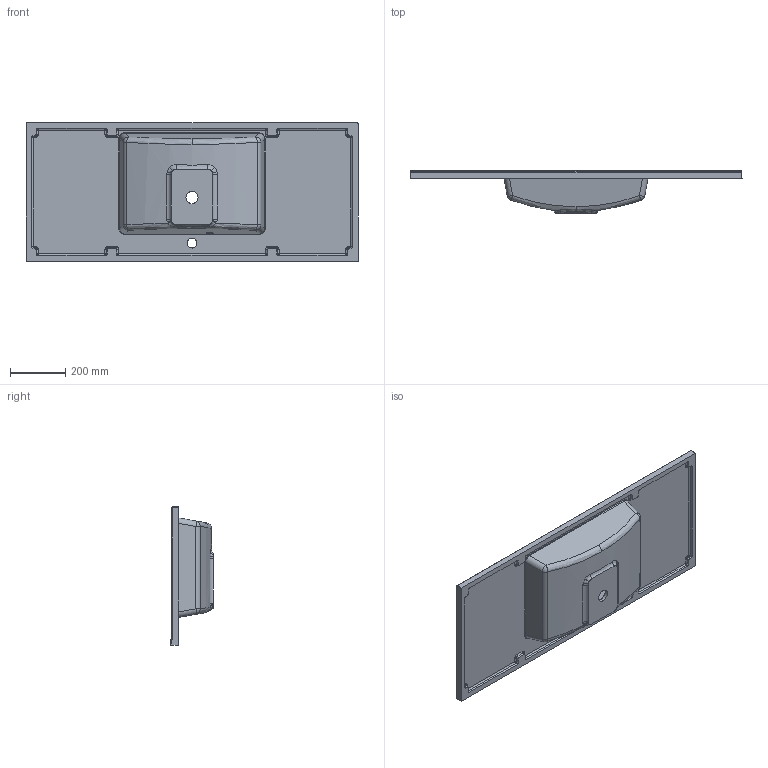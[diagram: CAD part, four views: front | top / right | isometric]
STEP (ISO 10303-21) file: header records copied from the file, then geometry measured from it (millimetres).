
FILE_DESCRIPTION (( 'STEP AP203' ), '1' );
FILE_NAME ('6229191211.step', '2020-12-18T12:33:28', ( 'admin' ), ( '' ), 'SwSTEP 2.0', 'SolidWorks 2019', '' );
FILE_SCHEMA (( 'CONFIG_CONTROL_DESIGN' ));
Length unit declared in the file: millimetre
Products named in the file (1): 6229191211
Bounding box: 1199.13 x 153 x 499.56 mm (x, y, z)
Volume: 11587839.9 mm3; surface area: 1584794.6 mm2
Topology: 1 solids, 1 shells, 261 faces, 643 edges, 366 vertices
Faces by surface type: cylinder 100, bspline 89, plane 46, sphere 26
Entity records: 11574 total; most frequent: CARTESIAN_POINT 6308, ORIENTED_EDGE 1246, DIRECTION 910, EDGE_CURVE 623, VERTEX_POINT 366, AXIS2_PLACEMENT_3D 346, EDGE_LOOP 269, FACE_OUTER_BOUND 261
